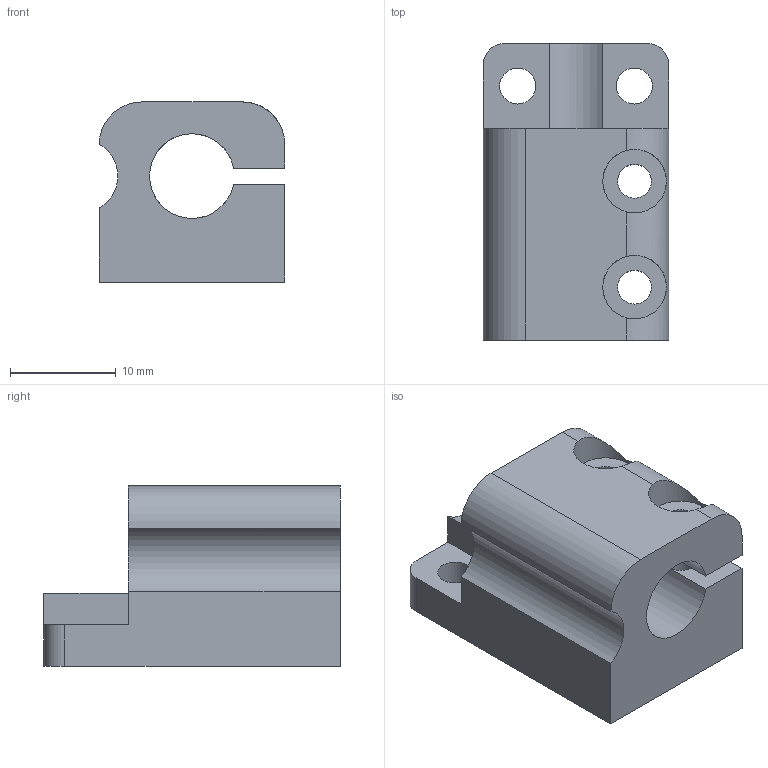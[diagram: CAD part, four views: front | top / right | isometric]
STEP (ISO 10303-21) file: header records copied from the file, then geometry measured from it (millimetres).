
FILE_DESCRIPTION(/* description */ (''),/* implementation_level */ '2;1');
FILE_NAME(/* name */ 'Vinda_Mount v4.step',/* time_stamp */ '2022-02-14T16:15:19+01:00',/* author */ (''),/* organization */ (''),/* preprocessor_version */ 'ST-DEVELOPER v18.1',/* originating_system */ 'Autodesk Translation Framework v10.10.0.1391',/* authorisation */ '');
FILE_SCHEMA (('AUTOMOTIVE_DESIGN { 1 0 10303 214 3 1 1 }'));
Length unit declared in the file: millimetre
Products named in the file (1): Vinda_Mount
Bounding box: 17.5 x 28 x 17 mm (x, y, z)
Volume: 4647.8 mm3; surface area: 3161.7 mm2
Topology: 1 solids, 1 shells, 35 faces, 97 edges, 62 vertices
Faces by surface type: plane 19, cylinder 16
Full cylindrical faces by diameter (mm): 3.2 x4, 3.4 x2, 4.5 x2, 6 x2
Entity records: 1228 total; most frequent: CARTESIAN_POINT 247, DIRECTION 203, ORIENTED_EDGE 194, EDGE_CURVE 97, AXIS2_PLACEMENT_3D 72, VERTEX_POINT 62, LINE 59, VECTOR 59
